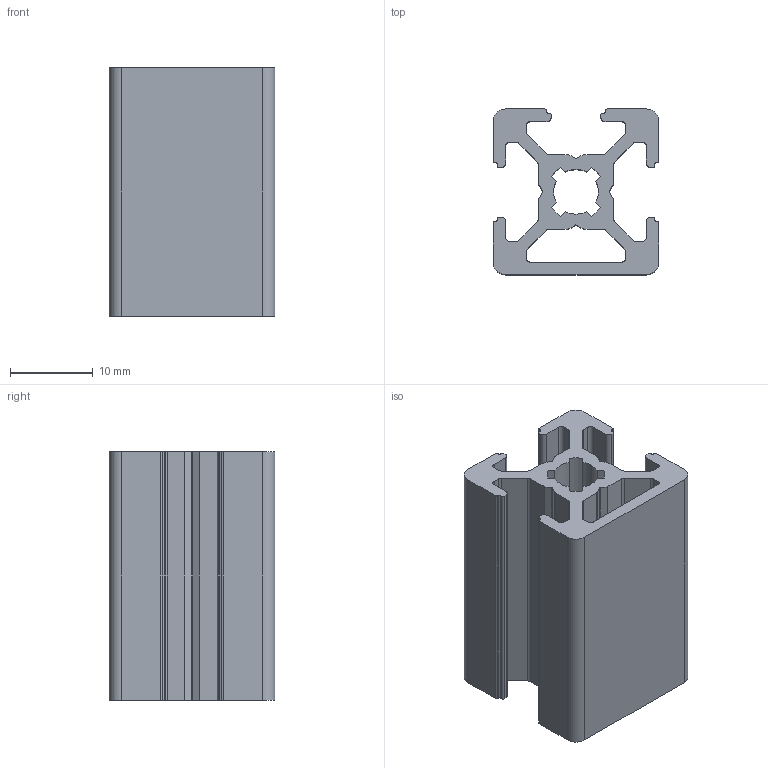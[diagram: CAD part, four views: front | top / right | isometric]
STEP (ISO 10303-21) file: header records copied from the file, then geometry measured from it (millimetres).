
FILE_DESCRIPTION (( 'STEP AP214' ), '1' );
FILE_NAME ('20x20-3S.STEP', '2019-05-22T08:01:57', ( '' ), ( '' ), 'SwSTEP 2.0', 'SolidWorks 2018', '' );
FILE_SCHEMA (( 'AUTOMOTIVE_DESIGN' ));
Length unit declared in the file: millimetre
Products named in the file (1): 20x20-3S
Bounding box: 20 x 20 x 30 mm (x, y, z)
Volume: 5217.9 mm3; surface area: 5917.6 mm2
Topology: 1 solids, 1 shells, 148 faces, 438 edges, 292 vertices
Faces by surface type: cylinder 74, plane 74
Entity records: 5032 total; most frequent: DIRECTION 884, CARTESIAN_POINT 879, ORIENTED_EDGE 876, EDGE_CURVE 438, AXIS2_PLACEMENT_3D 297, VERTEX_POINT 292, LINE 290, VECTOR 290
